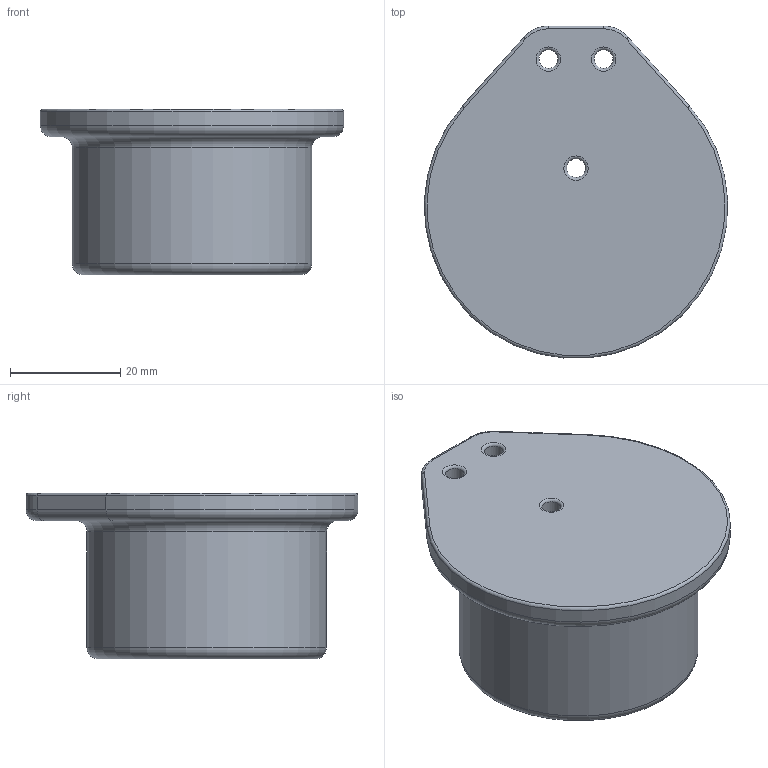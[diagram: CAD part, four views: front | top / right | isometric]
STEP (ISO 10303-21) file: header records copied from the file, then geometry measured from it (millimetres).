
FILE_DESCRIPTION(/* description */ (''),/* implementation_level */ '2;1');
FILE_NAME(/* name */ 'pipe_fitting.step',/* time_stamp */ '2022-03-13T19:13:19-07:00',/* author */ (''),/* organization */ (''),/* preprocessor_version */ 'ST-DEVELOPER v18.1',/* originating_system */ 'Autodesk Translation Framework v10.13.0.1454',/* authorisation */ '');
FILE_SCHEMA (('AUTOMOTIVE_DESIGN { 1 0 10303 214 3 1 1 }'));
Length unit declared in the file: millimetre
Products named in the file (1): pipe_fitting
Bounding box: 54.94 x 60.15 x 30 mm (x, y, z)
Volume: 27329.6 mm3; surface area: 11520 mm2
Topology: 1 solids, 1 shells, 37 faces, 82 edges, 49 vertices
Faces by surface type: torus 15, cylinder 14, plane 7, cone 1
Full cylindrical faces by diameter (mm): 3.4 x3, 33.401 x1, 43.401 x1
Entity records: 1083 total; most frequent: DIRECTION 216, CARTESIAN_POINT 169, ORIENTED_EDGE 164, AXIS2_PLACEMENT_3D 96, EDGE_CURVE 82, CIRCLE 58, VERTEX_POINT 49, EDGE_LOOP 45
